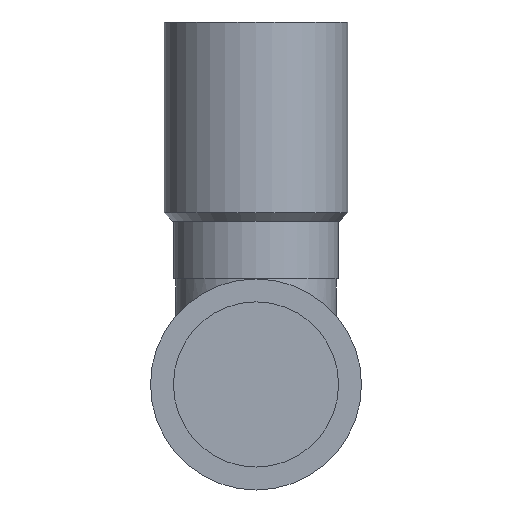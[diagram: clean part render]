
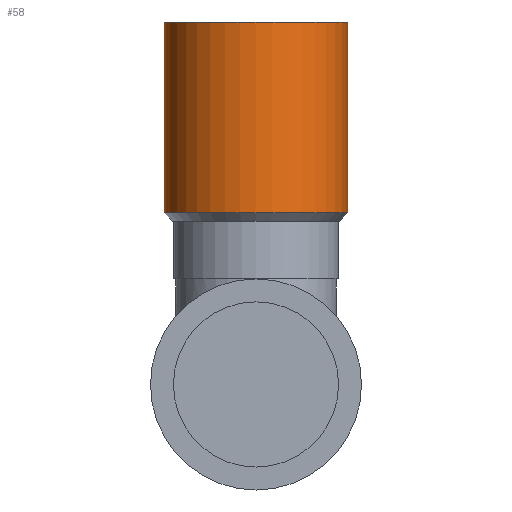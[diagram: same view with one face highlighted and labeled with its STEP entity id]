
A CAD part, front view. The second image highlights one B-rep face of the part: STEP entity #58.
In plain terms, the highlighted cylindrical face has radius 10 mm (diameter 20 mm), a full revolution.
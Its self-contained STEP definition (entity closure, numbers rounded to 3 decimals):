
#58 = ADVANCED_FACE( '', ( #129, #130 ), #131, .T. );
#129 = FACE_OUTER_BOUND( '', #214, .T. );
#130 = FACE_OUTER_BOUND( '', #215, .T. );
#131 = CYLINDRICAL_SURFACE( '', #216, 10. );
#214 = EDGE_LOOP( '', ( #307 ) );
#215 = EDGE_LOOP( '', ( #308 ) );
#216 = AXIS2_PLACEMENT_3D( '', #309, #310, #311 );
#307 = ORIENTED_EDGE( '', *, *, #403, .T. );
#308 = ORIENTED_EDGE( '', *, *, #389, .T. );
#309 = CARTESIAN_POINT( '', ( 0., 0., 17.78 ) );
#310 = DIRECTION( '', ( 0., 0., -1. ) );
#311 = DIRECTION( '', ( 1., 0., 0. ) );
#389 = EDGE_CURVE( '', #432, #432, #433, .T. );
#403 = EDGE_CURVE( '', #455, #455, #456, .F. );
#432 = VERTEX_POINT( '', #490 );
#433 = CIRCLE( '', #491, 10. );
#455 = VERTEX_POINT( '', #513 );
#456 = CIRCLE( '', #514, 10. );
#490 = CARTESIAN_POINT( '', ( 10., 0., 39.5 ) );
#491 = AXIS2_PLACEMENT_3D( '', #646, #647, #648 );
#513 = CARTESIAN_POINT( '', ( -10., 0., 18.73 ) );
#514 = AXIS2_PLACEMENT_3D( '', #673, #674, #675 );
#646 = CARTESIAN_POINT( '', ( 0., 0., 39.5 ) );
#647 = DIRECTION( '', ( 0., 0., -1. ) );
#648 = DIRECTION( '', ( 1., 0., 0. ) );
#673 = CARTESIAN_POINT( '', ( 0., 0., 18.73 ) );
#674 = DIRECTION( '', ( 0., 0., -1. ) );
#675 = DIRECTION( '', ( -1., 0., 0. ) );
